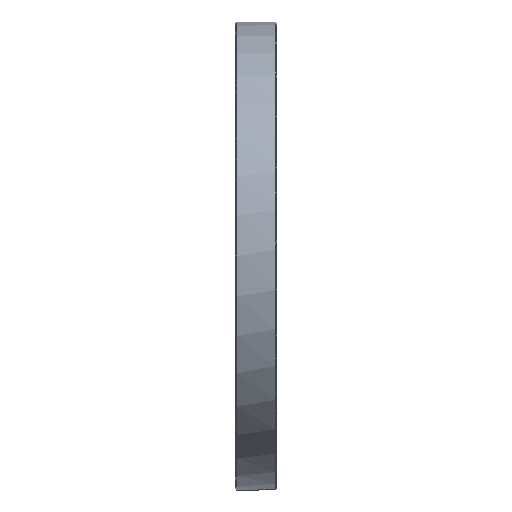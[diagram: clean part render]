
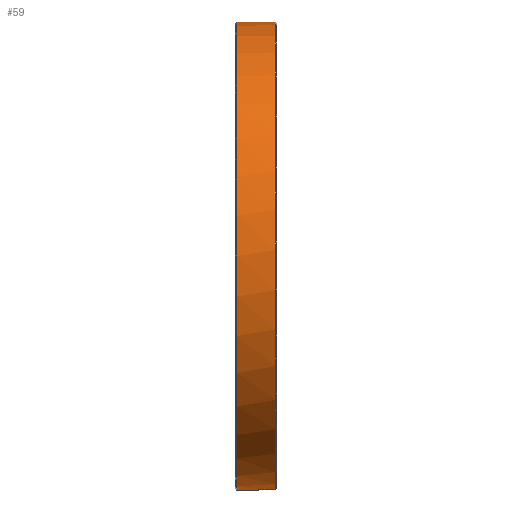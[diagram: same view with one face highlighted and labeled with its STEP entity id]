
A CAD part, front view. The second image highlights one B-rep face of the part: STEP entity #59.
In plain terms, the highlighted cylindrical face has radius 20 mm (diameter 40 mm), a partial arc.
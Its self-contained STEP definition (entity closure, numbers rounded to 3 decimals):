
#8 = VERTEX_POINT ( 'NONE', #363 ) ;
#26 = DIRECTION ( 'NONE',  ( 0., 0., 1. ) ) ;
#29 = DIRECTION ( 'NONE',  ( -1., 0., 0. ) ) ;
#32 = CARTESIAN_POINT ( 'NONE',  ( 2., 0., -20. ) ) ;
#40 = VERTEX_POINT ( 'NONE', #32 ) ;
#47 = AXIS2_PLACEMENT_3D ( 'NONE', #305, #434, #64 ) ;
#48 = DIRECTION ( 'NONE',  ( -1., 0., 0. ) ) ;
#54 = LINE ( 'NONE', #343, #141 ) ;
#59 = ADVANCED_FACE ( 'NONE', ( #235 ), #202, .T. ) ;
#64 = DIRECTION ( 'NONE',  ( 0., 0., 1. ) ) ;
#70 = AXIS2_PLACEMENT_3D ( 'NONE', #340, #95, #26 ) ;
#76 = ORIENTED_EDGE ( 'NONE', *, *, #281, .F. ) ;
#78 = EDGE_CURVE ( 'NONE', #8, #392, #292, .T. ) ;
#89 = AXIS2_PLACEMENT_3D ( 'NONE', #339, #29, #121 ) ;
#95 = DIRECTION ( 'NONE',  ( -1., 0., 0. ) ) ;
#99 = CIRCLE ( 'NONE', #47, 20. ) ;
#100 = DIRECTION ( 'NONE',  ( 0., 0., 1. ) ) ;
#120 = EDGE_CURVE ( 'NONE', #40, #366, #99, .T. ) ;
#121 = DIRECTION ( 'NONE',  ( 0., 0., 1. ) ) ;
#135 = CARTESIAN_POINT ( 'NONE',  ( 0.1, 0., 20. ) ) ;
#141 = VECTOR ( 'NONE', #425, 1000. ) ;
#157 = DIRECTION ( 'NONE',  ( -1., 0., 0. ) ) ;
#184 = ORIENTED_EDGE ( 'NONE', *, *, #364, .T. ) ;
#202 = CYLINDRICAL_SURFACE ( 'NONE', #70, 20. ) ;
#203 = VECTOR ( 'NONE', #48, 1000. ) ;
#205 = VECTOR ( 'NONE', #401, 1000. ) ;
#213 = EDGE_CURVE ( 'NONE', #40, #424, #286, .T. ) ;
#217 = ORIENTED_EDGE ( 'NONE', *, *, #120, .T. ) ;
#226 = CARTESIAN_POINT ( 'NONE',  ( 2., -1., -19.975 ) ) ;
#233 = AXIS2_PLACEMENT_3D ( 'NONE', #342, #157, #100 ) ;
#235 = FACE_OUTER_BOUND ( 'NONE', #318, .T. ) ;
#267 = LINE ( 'NONE', #300, #205 ) ;
#280 = ORIENTED_EDGE ( 'NONE', *, *, #78, .T. ) ;
#281 = EDGE_CURVE ( 'NONE', #424, #420, #284, .T. ) ;
#284 = CIRCLE ( 'NONE', #89, 20. ) ;
#286 = LINE ( 'NONE', #414, #203 ) ;
#292 = CIRCLE ( 'NONE', #233, 20. ) ;
#300 = CARTESIAN_POINT ( 'NONE',  ( -41.138, 0., 20. ) ) ;
#305 = CARTESIAN_POINT ( 'NONE',  ( 2., 0., 0. ) ) ;
#314 = CARTESIAN_POINT ( 'NONE',  ( 0.1, 0., -20. ) ) ;
#318 = EDGE_LOOP ( 'NONE', ( #409, #217, #184, #280, #411, #76 ) ) ;
#339 = CARTESIAN_POINT ( 'NONE',  ( 0.1, 0., 0. ) ) ;
#340 = CARTESIAN_POINT ( 'NONE',  ( -41.138, 0., 0. ) ) ;
#342 = CARTESIAN_POINT ( 'NONE',  ( 3.42, 0., 0. ) ) ;
#343 = CARTESIAN_POINT ( 'NONE',  ( -41.138, -1., -19.975 ) ) ;
#349 = EDGE_CURVE ( 'NONE', #392, #420, #267, .T. ) ;
#363 = CARTESIAN_POINT ( 'NONE',  ( 3.42, -1., -19.975 ) ) ;
#364 = EDGE_CURVE ( 'NONE', #366, #8, #54, .T. ) ;
#366 = VERTEX_POINT ( 'NONE', #226 ) ;
#368 = CARTESIAN_POINT ( 'NONE',  ( 3.42, 0., 20. ) ) ;
#392 = VERTEX_POINT ( 'NONE', #368 ) ;
#401 = DIRECTION ( 'NONE',  ( -1., 0., 0. ) ) ;
#409 = ORIENTED_EDGE ( 'NONE', *, *, #213, .F. ) ;
#411 = ORIENTED_EDGE ( 'NONE', *, *, #349, .T. ) ;
#414 = CARTESIAN_POINT ( 'NONE',  ( -41.138, 0., -20. ) ) ;
#420 = VERTEX_POINT ( 'NONE', #135 ) ;
#424 = VERTEX_POINT ( 'NONE', #314 ) ;
#425 = DIRECTION ( 'NONE',  ( 1., 0., 0. ) ) ;
#434 = DIRECTION ( 'NONE',  ( -1., 0., 0. ) ) ;
